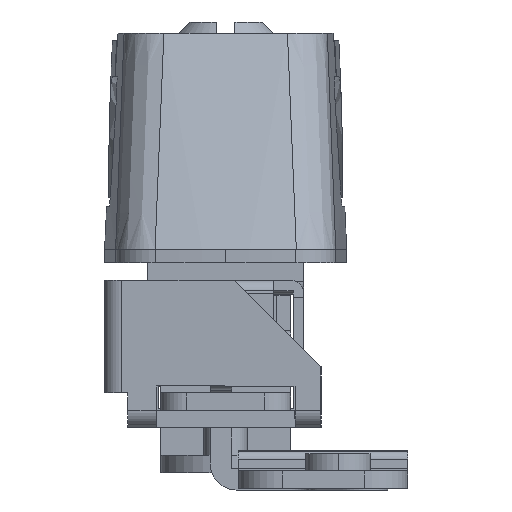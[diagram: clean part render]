
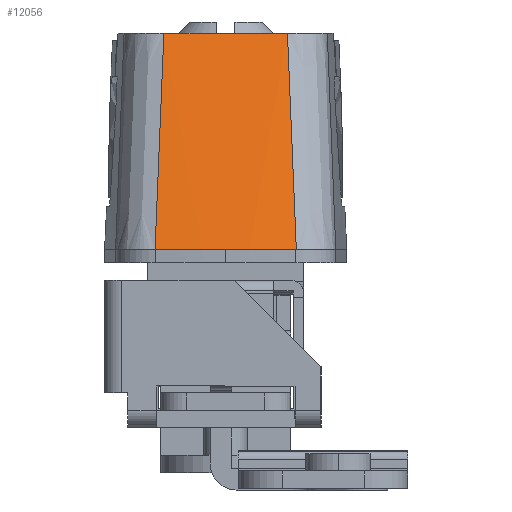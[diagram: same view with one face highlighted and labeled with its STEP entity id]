
A CAD part, front view. The second image highlights one B-rep face of the part: STEP entity #12056.
In plain terms, the highlighted free-form (B-spline) face has degree [3, 1] with [4, 2] control points.
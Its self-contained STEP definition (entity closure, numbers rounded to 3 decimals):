
#282 =( BOUNDED_SURFACE ( )  B_SPLINE_SURFACE ( 3, 1, ( 
 ( #481, #482 ),
 ( #483, #484 ),
 ( #485, #486 ),
 ( #487, #488 ) ),
 .UNSPECIFIED., .F., .F., .F. ) 
 B_SPLINE_SURFACE_WITH_KNOTS ( ( 4, 4 ),
 ( 2, 2 ),
 ( 0., 1. ),
 ( 0., 1. ),
 .UNSPECIFIED. ) 
 GEOMETRIC_REPRESENTATION_ITEM ( )  RATIONAL_B_SPLINE_SURFACE ( (
 ( 1., 1.),
 ( 0.998, 0.998),
 ( 0.998, 0.998),
 ( 1., 1.) ) ) 
 REPRESENTATION_ITEM ( '' )  SURFACE ( )  );
#481 = CARTESIAN_POINT ( 'NONE',  ( -8.249, -148.659, 25. ) ) ;
#482 = CARTESIAN_POINT ( 'NONE',  ( -8.249, -158.659, 0. ) ) ;
#483 = CARTESIAN_POINT ( 'NONE',  ( -2.756, -149.114, 25. ) ) ;
#484 = CARTESIAN_POINT ( 'NONE',  ( -2.756, -159.114, 0. ) ) ;
#485 = CARTESIAN_POINT ( 'NONE',  ( 2.756, -149.114, 25. ) ) ;
#486 = CARTESIAN_POINT ( 'NONE',  ( 2.756, -159.114, 0. ) ) ;
#487 = CARTESIAN_POINT ( 'NONE',  ( 8.249, -148.659, 25. ) ) ;
#488 = CARTESIAN_POINT ( 'NONE',  ( 8.249, -158.659, 0. ) ) ;
#787 = EDGE_CURVE ( 'NONE', #8425, #8385, #9059, .T. ) ;
#3629 = EDGE_CURVE ( 'NONE', #13023, #13017, #6373, .T. ) ;
#3959 = CARTESIAN_POINT ( 'NONE',  ( 7.129, -148.746, 25. ) ) ;
#3965 = CARTESIAN_POINT ( 'NONE',  ( -7.129, -148.746, 25. ) ) ;
#4114 = CARTESIAN_POINT ( 'NONE',  ( 8.152, -158.667, 0. ) ) ;
#4115 = CARTESIAN_POINT ( 'NONE',  ( 7.985, -157.013, 4.17 ) ) ;
#4116 = CARTESIAN_POINT ( 'NONE',  ( 7.817, -155.358, 8.34 ) ) ;
#4117 = CARTESIAN_POINT ( 'NONE',  ( 7.647, -153.703, 12.51 ) ) ;
#4118 = CARTESIAN_POINT ( 'NONE',  ( 7.476, -152.051, 16.673 ) ) ;
#4119 = CARTESIAN_POINT ( 'NONE',  ( 7.304, -150.398, 20.837 ) ) ;
#4120 = CARTESIAN_POINT ( 'NONE',  ( 7.129, -148.746, 25. ) ) ;
#4121 = CARTESIAN_POINT ( 'NONE',  ( -7.129, -148.746, 25. ) ) ;
#4122 = CARTESIAN_POINT ( 'NONE',  ( -7.304, -150.398, 20.837 ) ) ;
#4123 = CARTESIAN_POINT ( 'NONE',  ( -7.476, -152.051, 16.673 ) ) ;
#4124 = CARTESIAN_POINT ( 'NONE',  ( -7.647, -153.703, 12.51 ) ) ;
#4125 = CARTESIAN_POINT ( 'NONE',  ( -7.817, -155.358, 8.34 ) ) ;
#4126 = CARTESIAN_POINT ( 'NONE',  ( -7.985, -157.013, 4.17 ) ) ;
#4127 = CARTESIAN_POINT ( 'NONE',  ( -8.152, -158.667, 0. ) ) ;
#6373 = B_SPLINE_CURVE_WITH_KNOTS ( 'NONE', 3,
 ( #15565, #15566, #15567, #15568 ),
 .UNSPECIFIED., .F., .F.,
 ( 4, 4 ),
 ( 0.005, 0.02 ),
 .UNSPECIFIED. ) ;
#8385 = VERTEX_POINT ( 'NONE', #18829 ) ;
#8425 = VERTEX_POINT ( 'NONE', #18869 ) ;
#9059 = CIRCLE ( 'NONE', #13972, 100. ) ;
#11191 = CARTESIAN_POINT ( 'NONE',  ( 0., -59., 0. ) ) ;
#11192 = DIRECTION ( 'NONE',  ( 0., 0., 1. ) ) ;
#11193 = DIRECTION ( 'NONE',  ( -1., 0., 0. ) ) ;
#12056 = ADVANCED_FACE ( 'NONE', ( #19479 ), #282, .F. ) ;
#12901 = EDGE_LOOP ( 'NONE', ( #13536, #13537, #13535, #13538 ) ) ;
#13017 = VERTEX_POINT ( 'NONE', #3959 ) ;
#13023 = VERTEX_POINT ( 'NONE', #3965 ) ;
#13535 = ORIENTED_EDGE ( 'NONE', *, *, #787, .T. ) ;
#13536 = ORIENTED_EDGE ( 'NONE', *, *, #3629, .F. ) ;
#13537 = ORIENTED_EDGE ( 'NONE', *, *, #13866, .T. ) ;
#13538 = ORIENTED_EDGE ( 'NONE', *, *, #13865, .T. ) ;
#13865 = EDGE_CURVE ( 'NONE', #8385, #13017, #19795, .T. ) ;
#13866 = EDGE_CURVE ( 'NONE', #13023, #8425, #19796, .T. ) ;
#13972 = AXIS2_PLACEMENT_3D ( 'NONE', #11191, #11192, #11193 ) ;
#15565 = CARTESIAN_POINT ( 'NONE',  ( -7.129, -148.746, 25. ) ) ;
#15566 = CARTESIAN_POINT ( 'NONE',  ( -2.376, -149.085, 25. ) ) ;
#15567 = CARTESIAN_POINT ( 'NONE',  ( 2.376, -149.085, 25. ) ) ;
#15568 = CARTESIAN_POINT ( 'NONE',  ( 7.129, -148.746, 25. ) ) ;
#18829 = CARTESIAN_POINT ( 'NONE',  ( 8.152, -158.667, 0. ) ) ;
#18869 = CARTESIAN_POINT ( 'NONE',  ( -8.152, -158.667, 0. ) ) ;
#19479 = FACE_OUTER_BOUND ( 'NONE', #12901, .T. ) ;
#19795 = B_SPLINE_CURVE_WITH_KNOTS ( 'NONE', 3,
 ( #4114, #4115, #4116, #4117, #4118, #4119, #4120 ),
 .UNSPECIFIED., .F., .F.,
 ( 4, 3, 4 ),
 ( 0., 0.013, 0.027 ),
 .UNSPECIFIED. ) ;
#19796 = B_SPLINE_CURVE_WITH_KNOTS ( 'NONE', 3,
 ( #4121, #4122, #4123, #4124, #4125, #4126, #4127 ),
 .UNSPECIFIED., .F., .F.,
 ( 4, 3, 4 ),
 ( 0., 0.013, 0.027 ),
 .UNSPECIFIED. ) ;
